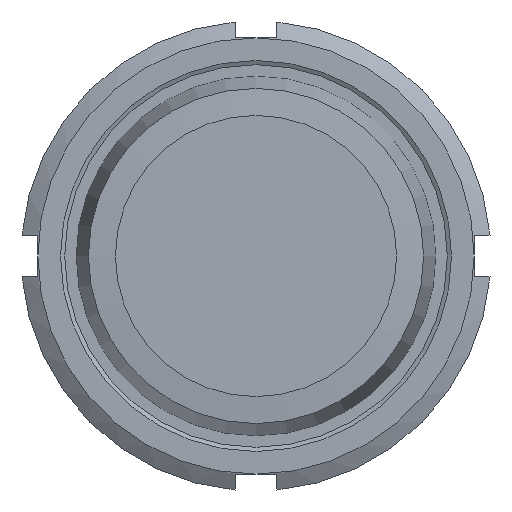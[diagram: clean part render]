
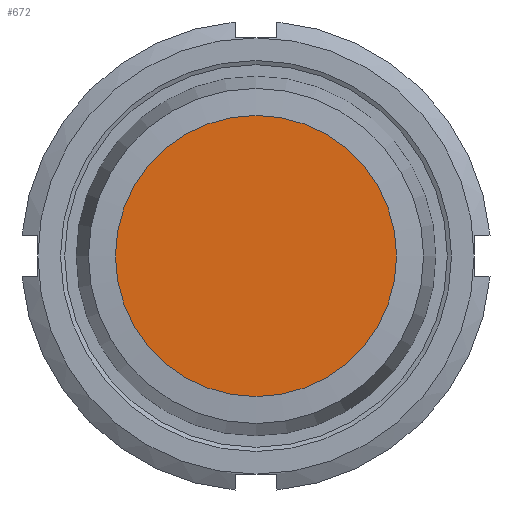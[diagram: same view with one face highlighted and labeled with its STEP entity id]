
A CAD part, front view. The second image highlights one B-rep face of the part: STEP entity #672.
In plain terms, the highlighted planar face has unit normal (0, -1, 0).
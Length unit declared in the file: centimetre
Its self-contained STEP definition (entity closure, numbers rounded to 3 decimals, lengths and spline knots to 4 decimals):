
#164=FACE_OUTER_BOUND('',#226,.T.);
#226=EDGE_LOOP('',(#564));
#260=CIRCLE('',#751,3.35);
#318=VERTEX_POINT('',#1173);
#400=EDGE_CURVE('',#318,#318,#260,.T.);
#564=ORIENTED_EDGE('',*,*,#400,.T.);
#583=PLANE('',#752);
#672=ADVANCED_FACE('',(#164),#583,.T.);
#751=AXIS2_PLACEMENT_3D('',#1174,#923,#924);
#752=AXIS2_PLACEMENT_3D('',#1175,#925,#926);
#923=DIRECTION('center_axis',(0.,-1.,0.));
#924=DIRECTION('ref_axis',(1.,0.,0.));
#925=DIRECTION('center_axis',(0.,-1.,0.));
#926=DIRECTION('ref_axis',(0.,0.,-1.));
#1173=CARTESIAN_POINT('',(3.35,0.,0.));
#1174=CARTESIAN_POINT('Origin',(0.,0.,0.));
#1175=CARTESIAN_POINT('Origin',(2.829,0.,0.));
